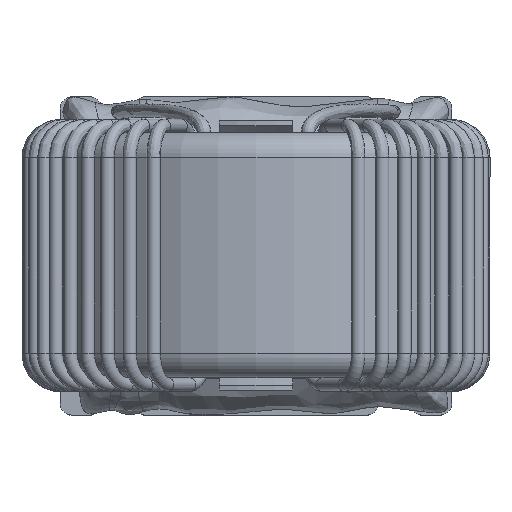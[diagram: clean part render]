
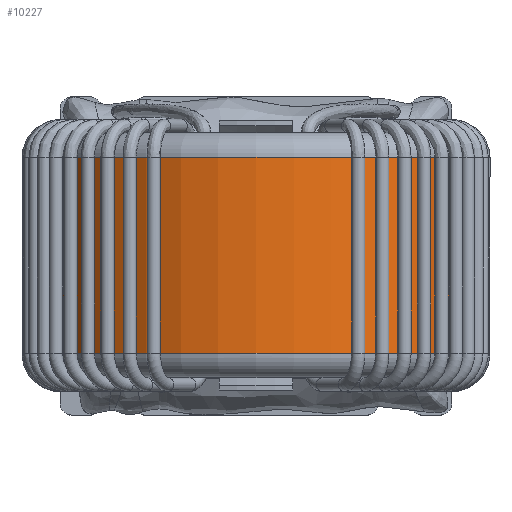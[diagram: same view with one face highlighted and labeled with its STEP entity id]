
A CAD part, top view. The second image highlights one B-rep face of the part: STEP entity #10227.
In plain terms, the highlighted cylindrical face has radius 9 mm (diameter 18 mm), a full revolution.
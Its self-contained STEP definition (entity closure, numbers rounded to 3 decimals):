
#1717=ORIENTED_EDGE('',*,*,#3055,.T.);
#1718=ORIENTED_EDGE('',*,*,#3056,.T.);
#3055=EDGE_CURVE('',#3778,#3778,#4303,.T.);
#3056=EDGE_CURVE('',#3779,#3779,#4304,.F.);
#3778=VERTEX_POINT('',#14366);
#3779=VERTEX_POINT('',#14368);
#4303=CIRCLE('',#10922,9.);
#4304=CIRCLE('',#10923,9.);
#4809=EDGE_LOOP('',(#1717));
#4810=EDGE_LOOP('',(#1718));
#5713=FACE_BOUND('',#4809,.T.);
#5714=FACE_BOUND('',#4810,.T.);
#6529=CYLINDRICAL_SURFACE('',#10921,9.);
#10227=ADVANCED_FACE('',(#5713,#5714),#6529,.T.);
#10921=AXIS2_PLACEMENT_3D('',#14364,#12316,#12317);
#10922=AXIS2_PLACEMENT_3D('',#14365,#12318,#12319);
#10923=AXIS2_PLACEMENT_3D('',#14367,#12320,#12321);
#12316=DIRECTION('',(0.,1.,0.));
#12317=DIRECTION('',(0.,0.,1.));
#12318=DIRECTION('',(0.,1.,0.));
#12319=DIRECTION('',(0.,0.,1.));
#12320=DIRECTION('',(0.,1.,0.));
#12321=DIRECTION('',(0.,0.,1.));
#14364=CARTESIAN_POINT('',(0.,-5.,9.1));
#14365=CARTESIAN_POINT('',(0.,-4.,9.1));
#14366=CARTESIAN_POINT('',(0.,-4.,18.1));
#14367=CARTESIAN_POINT('',(0.,4.,9.1));
#14368=CARTESIAN_POINT('',(0.,4.,18.1));
